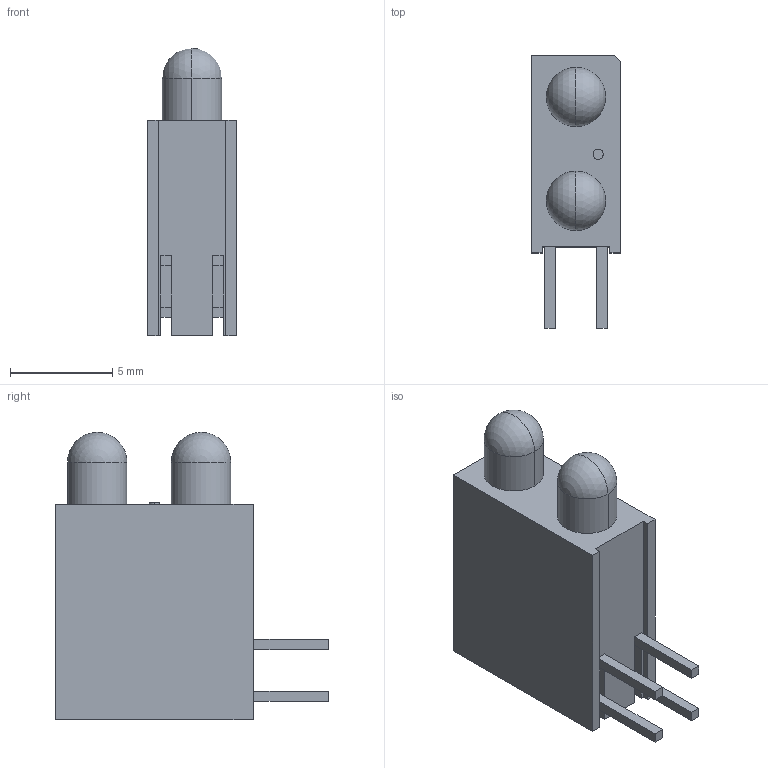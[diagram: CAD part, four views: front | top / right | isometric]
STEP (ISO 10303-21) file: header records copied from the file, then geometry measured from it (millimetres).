
FILE_DESCRIPTION (( 'STEP AP214' ), '1' );
FILE_NAME ('934GE.STEP', '2008-08-27T23:05:25', ( '' ), ( '' ), 'SwSTEP 2.0', 'SolidWorks 2008', '' );
FILE_SCHEMA (( 'AUTOMOTIVE_DESIGN' ));
Length unit declared in the file: millimetre
Products named in the file (1): 934GE
Bounding box: 4.32 x 13.33 x 14.05 mm (x, y, z)
Volume: 458.4 mm3; surface area: 521.4 mm2
Topology: 1 solids, 1 shells, 341 faces, 918 edges, 606 vertices
Faces by surface type: plane 213, bspline 116, cylinder 8, sphere 4
Entity records: 19742 total; most frequent: CARTESIAN_POINT 8242, ORIENTED_EDGE 1820, DIRECTION 1150, EDGE_CURVE 910, LINE 658, VECTOR 658, VERTEX_POINT 602, EDGE_LOOP 372
